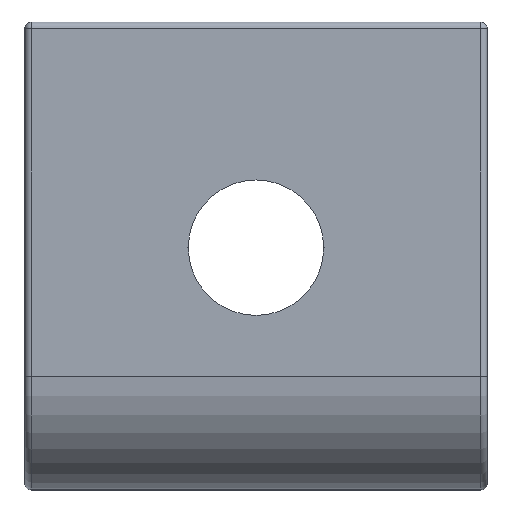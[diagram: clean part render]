
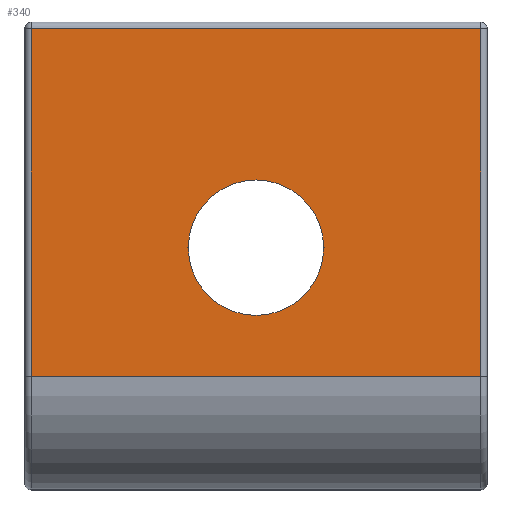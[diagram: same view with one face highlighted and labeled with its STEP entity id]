
A CAD part, top view. The second image highlights one B-rep face of the part: STEP entity #340.
In plain terms, the highlighted planar face has unit normal (0, 0, 1).
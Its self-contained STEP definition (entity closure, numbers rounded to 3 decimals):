
#11 = ORIENTED_EDGE ( 'NONE', *, *, #1098, .T. ) ;
#29 = VERTEX_POINT ( 'NONE', #567 ) ;
#46 = VECTOR ( 'NONE', #599, 1000. ) ;
#66 = CARTESIAN_POINT ( 'NONE',  ( 20.5, 20.7, 0. ) ) ;
#71 = DIRECTION ( 'NONE',  ( 0., 0., 1. ) ) ;
#86 = EDGE_CURVE ( 'NONE', #744, #361, #1141, .T. ) ;
#135 = AXIS2_PLACEMENT_3D ( 'NONE', #742, #480, #660 ) ;
#140 = VERTEX_POINT ( 'NONE', #983 ) ;
#160 = CIRCLE ( 'NONE', #993, 3. ) ;
#163 = DIRECTION ( 'NONE',  ( -1., 0., 0. ) ) ;
#181 = EDGE_CURVE ( 'NONE', #29, #1023, #160, .T. ) ;
#237 = DIRECTION ( 'NONE',  ( 0., 1., 0. ) ) ;
#307 = PLANE ( 'NONE',  #914 ) ;
#320 = FACE_OUTER_BOUND ( 'NONE', #1005, .T. ) ;
#340 = ADVANCED_FACE ( 'NONE', ( #513, #320 ), #307, .F. ) ;
#361 = VERTEX_POINT ( 'NONE', #402 ) ;
#364 = DIRECTION ( 'NONE',  ( 1., 0., 0. ) ) ;
#402 = CARTESIAN_POINT ( 'NONE',  ( 20.2, 20.4, 0. ) ) ;
#480 = DIRECTION ( 'NONE',  ( 0., 0., 1. ) ) ;
#501 = CARTESIAN_POINT ( 'NONE',  ( 10.25, 10.7, 0. ) ) ;
#513 = FACE_BOUND ( 'NONE', #972, .T. ) ;
#518 = LINE ( 'NONE', #907, #533 ) ;
#527 = VECTOR ( 'NONE', #163, 1000. ) ;
#533 = VECTOR ( 'NONE', #892, 1000. ) ;
#554 = EDGE_CURVE ( 'NONE', #140, #744, #795, .T. ) ;
#567 = CARTESIAN_POINT ( 'NONE',  ( 7.25, 10.7, 0. ) ) ;
#595 = DIRECTION ( 'NONE',  ( 0., 0., -1. ) ) ;
#596 = EDGE_CURVE ( 'NONE', #768, #140, #518, .T. ) ;
#599 = DIRECTION ( 'NONE',  ( 0., 1., 0. ) ) ;
#613 = LINE ( 'NONE', #982, #527 ) ;
#630 = ORIENTED_EDGE ( 'NONE', *, *, #181, .F. ) ;
#637 = CIRCLE ( 'NONE', #135, 3. ) ;
#638 = ORIENTED_EDGE ( 'NONE', *, *, #948, .F. ) ;
#660 = DIRECTION ( 'NONE',  ( 1., 0., 0. ) ) ;
#698 = CARTESIAN_POINT ( 'NONE',  ( 13.25, 10.7, 0. ) ) ;
#742 = CARTESIAN_POINT ( 'NONE',  ( 10.25, 10.7, 0. ) ) ;
#744 = VERTEX_POINT ( 'NONE', #863 ) ;
#768 = VERTEX_POINT ( 'NONE', #961 ) ;
#795 = LINE ( 'NONE', #1144, #958 ) ;
#863 = CARTESIAN_POINT ( 'NONE',  ( 20.2, 5., 0. ) ) ;
#877 = DIRECTION ( 'NONE',  ( 1., 0., 0. ) ) ;
#892 = DIRECTION ( 'NONE',  ( 0., -1., 0. ) ) ;
#907 = CARTESIAN_POINT ( 'NONE',  ( 0.3, 5., 0. ) ) ;
#914 = AXIS2_PLACEMENT_3D ( 'NONE', #66, #595, #237 ) ;
#948 = EDGE_CURVE ( 'NONE', #1023, #29, #637, .T. ) ;
#958 = VECTOR ( 'NONE', #364, 1000. ) ;
#961 = CARTESIAN_POINT ( 'NONE',  ( 0.3, 20.4, 0. ) ) ;
#972 = EDGE_LOOP ( 'NONE', ( #630, #638 ) ) ;
#982 = CARTESIAN_POINT ( 'NONE',  ( 0., 20.4, 0. ) ) ;
#983 = CARTESIAN_POINT ( 'NONE',  ( 0.3, 5., 0. ) ) ;
#993 = AXIS2_PLACEMENT_3D ( 'NONE', #501, #71, #877 ) ;
#1005 = EDGE_LOOP ( 'NONE', ( #11, #1043, #1097, #1085 ) ) ;
#1023 = VERTEX_POINT ( 'NONE', #698 ) ;
#1043 = ORIENTED_EDGE ( 'NONE', *, *, #596, .T. ) ;
#1046 = CARTESIAN_POINT ( 'NONE',  ( 20.2, 20.7, 0. ) ) ;
#1085 = ORIENTED_EDGE ( 'NONE', *, *, #86, .T. ) ;
#1097 = ORIENTED_EDGE ( 'NONE', *, *, #554, .T. ) ;
#1098 = EDGE_CURVE ( 'NONE', #361, #768, #613, .T. ) ;
#1141 = LINE ( 'NONE', #1046, #46 ) ;
#1144 = CARTESIAN_POINT ( 'NONE',  ( 20.5, 5., 0. ) ) ;
